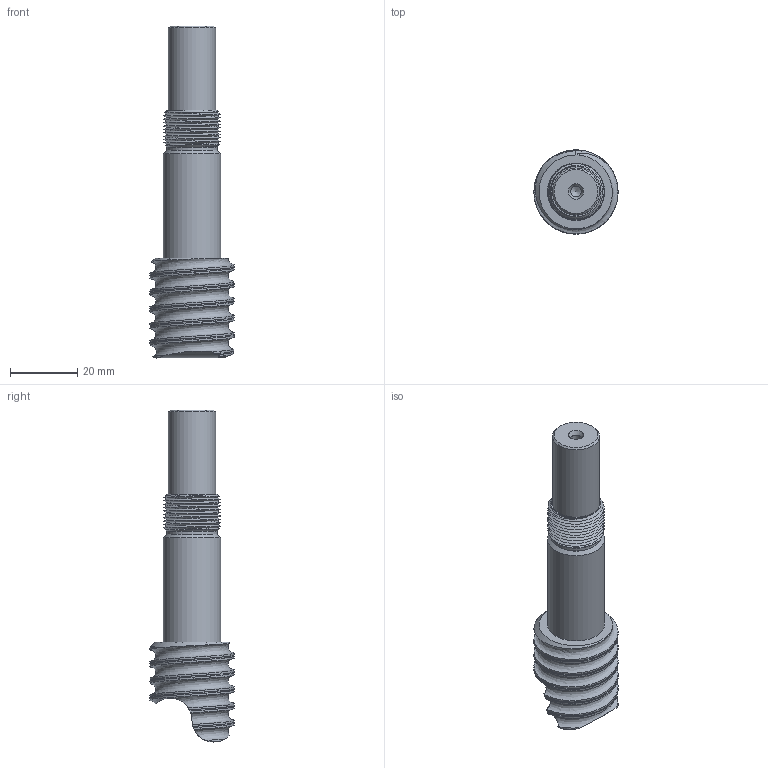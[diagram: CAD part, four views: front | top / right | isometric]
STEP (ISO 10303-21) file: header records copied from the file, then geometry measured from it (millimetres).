
FILE_DESCRIPTION(('HOOPS Exchange Step'),'2;1');
FILE_NAME('export-F61C5B3D-9BBF-42BF-9374-58762DEFE431.stp','2020-10-14T08:36:07+02:00',('Engineering'),('Alibre'),'HOOPS Exchange 2020.0','Alibre','Unknown authorisation');
FILE_SCHEMA( ('AP242_MANAGED_MODEL_BASED_3D_ENGINEERING_MIM_LF {1 0 10303 442 1 1 4 }') );
Length unit declared in the file: millimetre
Products named in the file (1): 8102 25mm Ballscrew ISEL Standard End Machining Fixed Side
Bounding box: 25 x 25 x 98.7 mm (x, y, z)
Volume: 23025.9 mm3; surface area: 7429.5 mm2
Topology: 1 solids, 1 shells, 52 faces, 144 edges, 97 vertices
Faces by surface type: cylinder 25, bspline 15, cone 8, plane 4
Full cylindrical faces by diameter (mm): 3.15 x1, 14 x1, 14.9 x1, 17 x1, 25 x5
Entity records: 23614 total; most frequent: CARTESIAN_POINT 22463, ORIENTED_EDGE 286, DIRECTION 149, EDGE_CURVE 143, VERTEX_POINT 97, B_SPLINE_CURVE_WITH_KNOTS 96, AXIS2_PLACEMENT_3D 63, EDGE_LOOP 56
